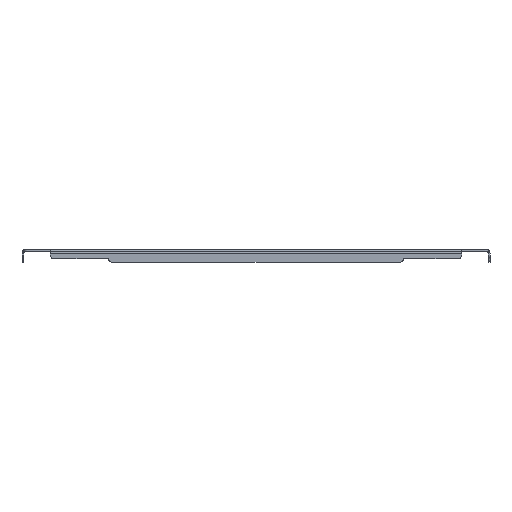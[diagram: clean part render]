
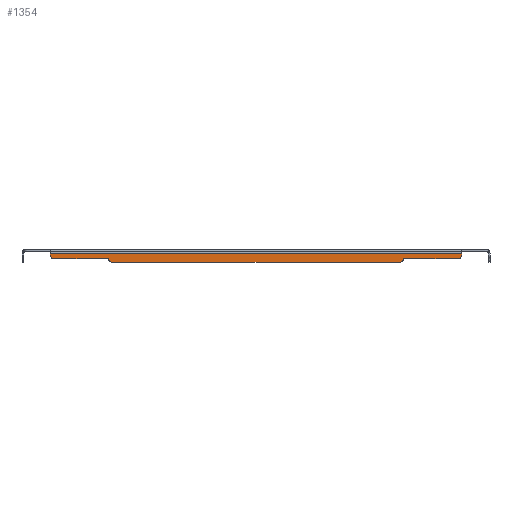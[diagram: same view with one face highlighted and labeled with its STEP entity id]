
A CAD part, front view. The second image highlights one B-rep face of the part: STEP entity #1354.
In plain terms, the highlighted planar face has unit normal (0, -1, 0).
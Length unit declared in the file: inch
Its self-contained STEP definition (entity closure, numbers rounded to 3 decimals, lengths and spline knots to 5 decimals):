
#161 = DIRECTION ( 'NONE',  ( -1., 0., 0. ) ) ;
#282 = CARTESIAN_POINT ( 'NONE',  ( -10.21875, -35.96875, -0.875 ) ) ;
#306 = CARTESIAN_POINT ( 'NONE',  ( 10.21875, -35.96875, -0.625 ) ) ;
#345 = CARTESIAN_POINT ( 'NONE',  ( -14.59375, -35.96875, -0.237 ) ) ;
#363 = ORIENTED_EDGE ( 'NONE', *, *, #2879, .T. ) ;
#426 = CARTESIAN_POINT ( 'NONE',  ( -16.46875, -35.96875, 0. ) ) ;
#497 = LINE ( 'NONE', #4354, #549 ) ;
#508 = CARTESIAN_POINT ( 'NONE',  ( 14.34375, -35.96875, -0.625 ) ) ;
#549 = VECTOR ( 'NONE', #3578, 39.37008 ) ;
#583 = ORIENTED_EDGE ( 'NONE', *, *, #4445, .F. ) ;
#595 = ORIENTED_EDGE ( 'NONE', *, *, #3603, .T. ) ;
#613 = DIRECTION ( 'NONE',  ( 0., 0., -1. ) ) ;
#649 = DIRECTION ( 'NONE',  ( 0., 0., -1. ) ) ;
#723 = DIRECTION ( 'NONE',  ( 0., -1., 0. ) ) ;
#773 = ORIENTED_EDGE ( 'NONE', *, *, #3230, .T. ) ;
#800 = DIRECTION ( 'NONE',  ( 1., 0., 0. ) ) ;
#830 = CIRCLE ( 'NONE', #1489, 0.25 ) ;
#903 = LINE ( 'NONE', #2615, #2575 ) ;
#956 = VERTEX_POINT ( 'NONE', #3794 ) ;
#980 = DIRECTION ( 'NONE',  ( 0., -1., 0. ) ) ;
#1020 = ORIENTED_EDGE ( 'NONE', *, *, #4216, .T. ) ;
#1058 = VECTOR ( 'NONE', #3221, 39.37008 ) ;
#1120 = CIRCLE ( 'NONE', #3454, 0.25 ) ;
#1144 = CARTESIAN_POINT ( 'NONE',  ( 14.34375, -35.96875, -0.375 ) ) ;
#1351 = VECTOR ( 'NONE', #800, 39.37008 ) ;
#1354 = ADVANCED_FACE ( 'NONE', ( #2882 ), #3916, .T. ) ;
#1368 = ORIENTED_EDGE ( 'NONE', *, *, #2572, .T. ) ;
#1377 = EDGE_CURVE ( 'NONE', #2034, #956, #830, .T. ) ;
#1393 = VERTEX_POINT ( 'NONE', #3694 ) ;
#1452 = LINE ( 'NONE', #2844, #1058 ) ;
#1489 = AXIS2_PLACEMENT_3D ( 'NONE', #3855, #2131, #3511 ) ;
#1510 = DIRECTION ( 'NONE',  ( -1., 0., 0. ) ) ;
#1741 = CARTESIAN_POINT ( 'NONE',  ( -10.46875, -35.96875, -0.625 ) ) ;
#1742 = VERTEX_POINT ( 'NONE', #508 ) ;
#1755 = VERTEX_POINT ( 'NONE', #282 ) ;
#1790 = CARTESIAN_POINT ( 'NONE',  ( -14.59375, -35.96875, -0.237 ) ) ;
#1847 = DIRECTION ( 'NONE',  ( 0., -1., 0. ) ) ;
#1871 = VERTEX_POINT ( 'NONE', #4205 ) ;
#1940 = DIRECTION ( 'NONE',  ( -1., 0., 0. ) ) ;
#2034 = VERTEX_POINT ( 'NONE', #3551 ) ;
#2131 = DIRECTION ( 'NONE',  ( 0., -1., 0. ) ) ;
#2167 = ORIENTED_EDGE ( 'NONE', *, *, #1377, .T. ) ;
#2259 = CARTESIAN_POINT ( 'NONE',  ( 14.34375, -35.96875, -0.625 ) ) ;
#2268 = DIRECTION ( 'NONE',  ( 0., 0., -1. ) ) ;
#2321 = VERTEX_POINT ( 'NONE', #1741 ) ;
#2440 = EDGE_CURVE ( 'NONE', #1871, #3117, #903, .T. ) ;
#2533 = LINE ( 'NONE', #4297, #1351 ) ;
#2572 = EDGE_CURVE ( 'NONE', #3117, #2034, #4139, .T. ) ;
#2575 = VECTOR ( 'NONE', #161, 39.37008 ) ;
#2615 = CARTESIAN_POINT ( 'NONE',  ( -16.46875, -35.96875, -0.237 ) ) ;
#2643 = LINE ( 'NONE', #2259, #4475 ) ;
#2665 = AXIS2_PLACEMENT_3D ( 'NONE', #306, #980, #649 ) ;
#2833 = CARTESIAN_POINT ( 'NONE',  ( 10.21875, -35.96875, -0.875 ) ) ;
#2844 = CARTESIAN_POINT ( 'NONE',  ( 14.59375, -35.96875, -0.375 ) ) ;
#2879 = EDGE_CURVE ( 'NONE', #956, #2321, #497, .T. ) ;
#2882 = FACE_OUTER_BOUND ( 'NONE', #3565, .T. ) ;
#3064 = VERTEX_POINT ( 'NONE', #3082 ) ;
#3082 = CARTESIAN_POINT ( 'NONE',  ( 10.46875, -35.96875, -0.625 ) ) ;
#3117 = VERTEX_POINT ( 'NONE', #1790 ) ;
#3221 = DIRECTION ( 'NONE',  ( 0., 0., 1. ) ) ;
#3230 = EDGE_CURVE ( 'NONE', #1742, #1393, #4468, .T. ) ;
#3303 = DIRECTION ( 'NONE',  ( 0., -1., 0. ) ) ;
#3382 = AXIS2_PLACEMENT_3D ( 'NONE', #1144, #3303, #2268 ) ;
#3440 = VERTEX_POINT ( 'NONE', #2833 ) ;
#3454 = AXIS2_PLACEMENT_3D ( 'NONE', #4230, #1847, #4322 ) ;
#3511 = DIRECTION ( 'NONE',  ( -1., 0., 0. ) ) ;
#3530 = CIRCLE ( 'NONE', #2665, 0.25 ) ;
#3551 = CARTESIAN_POINT ( 'NONE',  ( -14.59375, -35.96875, -0.375 ) ) ;
#3565 = EDGE_LOOP ( 'NONE', ( #3814, #3910, #1368, #2167, #363, #595, #3858, #1020, #583, #773 ) ) ;
#3578 = DIRECTION ( 'NONE',  ( 1., 0., 0. ) ) ;
#3595 = EDGE_CURVE ( 'NONE', #1755, #3440, #2533, .T. ) ;
#3603 = EDGE_CURVE ( 'NONE', #2321, #1755, #1120, .T. ) ;
#3694 = CARTESIAN_POINT ( 'NONE',  ( 14.59375, -35.96875, -0.375 ) ) ;
#3748 = VECTOR ( 'NONE', #613, 39.37008 ) ;
#3794 = CARTESIAN_POINT ( 'NONE',  ( -14.34375, -35.96875, -0.625 ) ) ;
#3814 = ORIENTED_EDGE ( 'NONE', *, *, #3988, .T. ) ;
#3855 = CARTESIAN_POINT ( 'NONE',  ( -14.34375, -35.96875, -0.375 ) ) ;
#3858 = ORIENTED_EDGE ( 'NONE', *, *, #3595, .T. ) ;
#3910 = ORIENTED_EDGE ( 'NONE', *, *, #2440, .T. ) ;
#3916 = PLANE ( 'NONE',  #4318 ) ;
#3988 = EDGE_CURVE ( 'NONE', #1393, #1871, #1452, .T. ) ;
#4139 = LINE ( 'NONE', #345, #3748 ) ;
#4205 = CARTESIAN_POINT ( 'NONE',  ( 14.59375, -35.96875, -0.237 ) ) ;
#4216 = EDGE_CURVE ( 'NONE', #3440, #3064, #3530, .T. ) ;
#4230 = CARTESIAN_POINT ( 'NONE',  ( -10.21875, -35.96875, -0.625 ) ) ;
#4297 = CARTESIAN_POINT ( 'NONE',  ( -10.21875, -35.96875, -0.875 ) ) ;
#4318 = AXIS2_PLACEMENT_3D ( 'NONE', #426, #723, #1510 ) ;
#4322 = DIRECTION ( 'NONE',  ( -1., 0., 0. ) ) ;
#4354 = CARTESIAN_POINT ( 'NONE',  ( -14.34375, -35.96875, -0.625 ) ) ;
#4445 = EDGE_CURVE ( 'NONE', #1742, #3064, #2643, .T. ) ;
#4468 = CIRCLE ( 'NONE', #3382, 0.25 ) ;
#4475 = VECTOR ( 'NONE', #1940, 39.37008 ) ;
